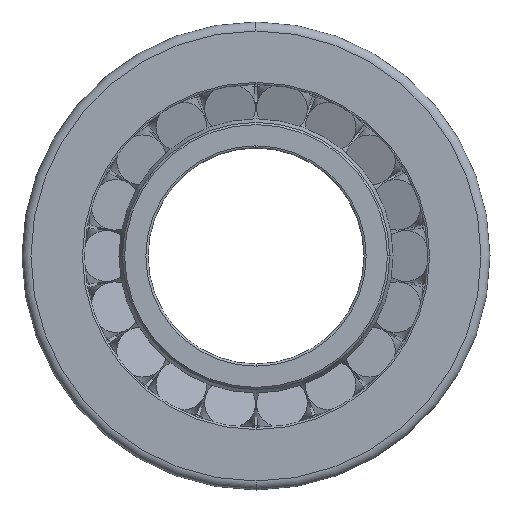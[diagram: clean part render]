
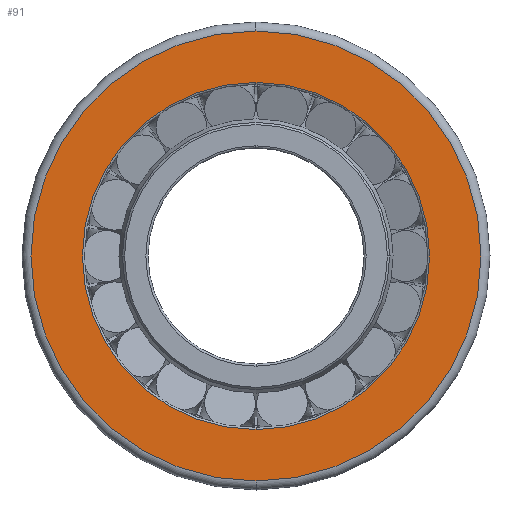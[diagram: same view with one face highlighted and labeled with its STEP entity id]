
A CAD part, left-side view. The second image highlights one B-rep face of the part: STEP entity #91.
In plain terms, the highlighted planar face has unit normal (-1, 0, 0).
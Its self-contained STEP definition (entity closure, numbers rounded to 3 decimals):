
#91=ADVANCED_FACE('',(#271,#272),#273,.T.);
#271=FACE_OUTER_BOUND('',#607,.T.);
#272=FACE_BOUND('',#608,.T.);
#273=PLANE('',#609);
#607=EDGE_LOOP('',(#1107,#1108,#1109));
#608=EDGE_LOOP('',(#1110,#1111,#1112));
#609=AXIS2_PLACEMENT_3D('',#1113,#1114,#1115);
#1107=ORIENTED_EDGE('',*,*,#2027,.F.);
#1108=ORIENTED_EDGE('',*,*,#2026,.F.);
#1109=ORIENTED_EDGE('',*,*,#2030,.F.);
#1110=ORIENTED_EDGE('',*,*,#2004,.T.);
#1111=ORIENTED_EDGE('',*,*,#2001,.T.);
#1112=ORIENTED_EDGE('',*,*,#2005,.T.);
#1113=CARTESIAN_POINT('',(0.0,55.353,0.0));
#1114=DIRECTION('',(-1.0,-0.0,0.0));
#1115=DIRECTION('',(0.0,-1.0,-0.0));
#2001=EDGE_CURVE('',#2345,#2343,#2346,.T.);
#2004=EDGE_CURVE('',#2349,#2345,#2350,.T.);
#2005=EDGE_CURVE('',#2343,#2349,#2351,.T.);
#2026=EDGE_CURVE('',#2387,#2390,#2391,.T.);
#2027=EDGE_CURVE('',#2390,#2392,#2393,.T.);
#2030=EDGE_CURVE('',#2392,#2387,#2396,.T.);
#2343=VERTEX_POINT('',#2873);
#2345=VERTEX_POINT('',#2875);
#2346=CIRCLE('',#2876,48.206);
#2349=VERTEX_POINT('',#2879);
#2350=CIRCLE('',#2880,48.206);
#2351=CIRCLE('',#2881,48.206);
#2387=VERTEX_POINT('',#2921);
#2390=VERTEX_POINT('',#2924);
#2391=CIRCLE('',#2925,62.5);
#2392=VERTEX_POINT('',#2926);
#2393=CIRCLE('',#2927,62.5);
#2396=CIRCLE('',#2930,62.5);
#2873=CARTESIAN_POINT('',(0.0,0.,-48.206));
#2875=CARTESIAN_POINT('',(0.0,0.,48.206));
#2876=AXIS2_PLACEMENT_3D('',#4836,#4837,#4838);
#2879=CARTESIAN_POINT('',(0.0,48.206,0.0));
#2880=AXIS2_PLACEMENT_3D('',#4845,#4846,#4847);
#2881=AXIS2_PLACEMENT_3D('',#4848,#4849,#4850);
#2921=CARTESIAN_POINT('',(0.0,0.,-62.5));
#2924=CARTESIAN_POINT('',(0.0,62.5,0.0));
#2925=AXIS2_PLACEMENT_3D('',#4903,#4904,#4905);
#2926=CARTESIAN_POINT('',(0.0,0.,62.5));
#2927=AXIS2_PLACEMENT_3D('',#4906,#4907,#4908);
#2930=AXIS2_PLACEMENT_3D('',#4915,#4916,#4917);
#4836=CARTESIAN_POINT('',(0.0,0.0,0.0));
#4837=DIRECTION('',(1.0,0.0,0.0));
#4838=DIRECTION('',(0.0,1.0,0.0));
#4845=CARTESIAN_POINT('',(0.0,0.0,0.0));
#4846=DIRECTION('',(1.0,0.0,0.0));
#4847=DIRECTION('',(0.0,1.0,0.0));
#4848=CARTESIAN_POINT('',(0.0,0.0,0.0));
#4849=DIRECTION('',(1.0,0.0,0.0));
#4850=DIRECTION('',(0.0,1.0,0.0));
#4903=CARTESIAN_POINT('',(0.0,0.0,0.0));
#4904=DIRECTION('',(1.0,0.0,0.0));
#4905=DIRECTION('',(0.0,1.0,0.0));
#4906=CARTESIAN_POINT('',(0.0,0.0,0.0));
#4907=DIRECTION('',(1.0,0.0,0.0));
#4908=DIRECTION('',(0.0,1.0,0.0));
#4915=CARTESIAN_POINT('',(0.0,0.0,0.0));
#4916=DIRECTION('',(1.0,0.0,0.0));
#4917=DIRECTION('',(0.0,1.0,0.0));
